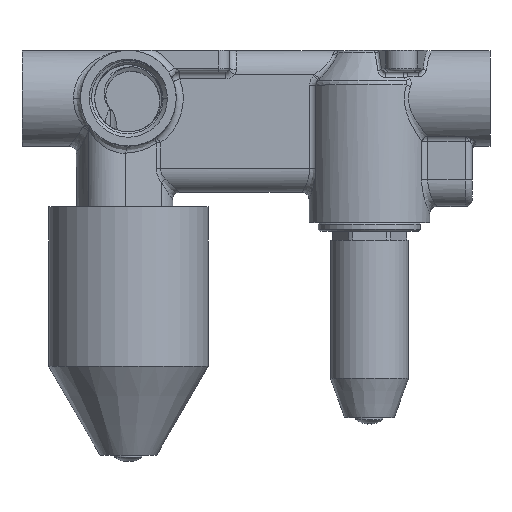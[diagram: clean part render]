
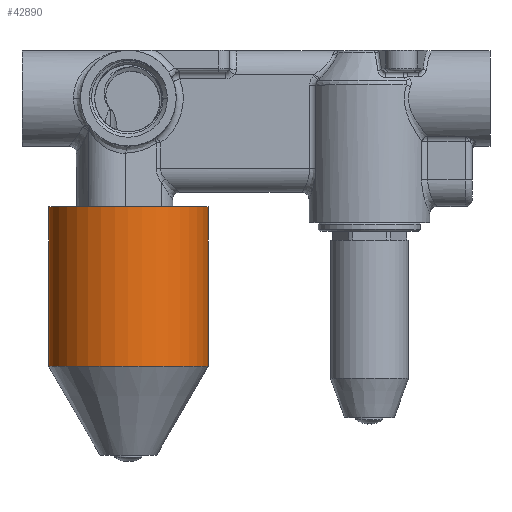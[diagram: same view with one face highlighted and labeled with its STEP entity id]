
A CAD part, top view. The second image highlights one B-rep face of the part: STEP entity #42890.
In plain terms, the highlighted cylindrical face has radius 22.5 mm (diameter 45 mm), a partial arc.
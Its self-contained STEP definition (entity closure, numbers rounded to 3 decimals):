
#42698=DIRECTION('',(0.,-1.,0.));
#42699=VECTOR('',#42698,45.);
#42700=CARTESIAN_POINT('',(-22.5,45.,0.));
#42701=LINE('',#42700,#42699);
#42702=CARTESIAN_POINT('',(0.,45.,0.));
#42703=DIRECTION('',(0.,1.,0.));
#42704=DIRECTION('',(-1.,0.,0.));
#42705=AXIS2_PLACEMENT_3D('',#42702,#42703,#42704);
#42707=DIRECTION('',(0.,-1.,0.));
#42708=VECTOR('',#42707,45.);
#42709=CARTESIAN_POINT('',(22.5,45.,0.));
#42710=LINE('',#42709,#42708);
#42711=CARTESIAN_POINT('',(0.,0.,0.));
#42712=DIRECTION('',(0.,1.,0.));
#42713=DIRECTION('',(-1.,0.,0.));
#42714=AXIS2_PLACEMENT_3D('',#42711,#42712,#42713);
#42786=CARTESIAN_POINT('',(-22.5,45.,0.));
#42788=VERTEX_POINT('',#42786);
#42789=CARTESIAN_POINT('',(-22.5,0.,0.));
#42790=VERTEX_POINT('',#42789);
#42792=CARTESIAN_POINT('',(22.5,45.,0.));
#42794=VERTEX_POINT('',#42792);
#42795=CARTESIAN_POINT('',(22.5,0.,0.));
#42796=VERTEX_POINT('',#42795);
#42878=CARTESIAN_POINT('',(0.,73.5,0.));
#42879=DIRECTION('',(0.,-1.,0.));
#42880=DIRECTION('',(-1.,0.,0.));
#42881=AXIS2_PLACEMENT_3D('',#42878,#42879,#42880);
#42882=CYLINDRICAL_SURFACE('',#42881,22.5);
#42883=ORIENTED_EDGE('',*,*,#42868,.F.);
#42884=ORIENTED_EDGE('',*,*,#42845,.T.);
#42885=ORIENTED_EDGE('',*,*,#42872,.T.);
#42887=ORIENTED_EDGE('',*,*,#42886,.F.);
#42888=EDGE_LOOP('',(#42883,#42884,#42885,#42887));
#42889=FACE_OUTER_BOUND('',#42888,.F.);
#42706=CIRCLE('',#42705,22.5);
#42715=CIRCLE('',#42714,22.5);
#42845=EDGE_CURVE('',#42788,#42794,#42706,.T.);
#42868=EDGE_CURVE('',#42788,#42790,#42701,.T.);
#42872=EDGE_CURVE('',#42794,#42796,#42710,.T.);
#42886=EDGE_CURVE('',#42790,#42796,#42715,.T.);
#42890=ADVANCED_FACE('',(#42889),#42882,.T.);
